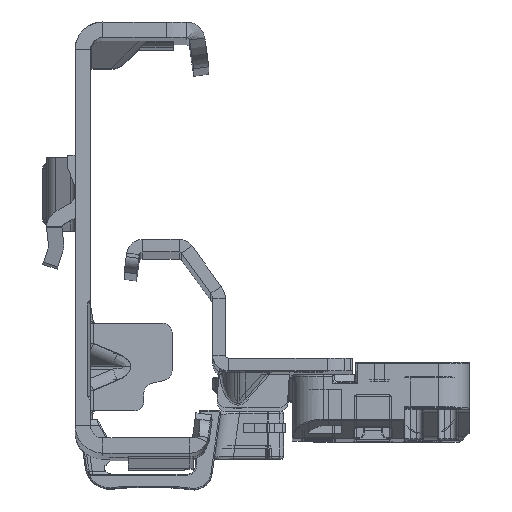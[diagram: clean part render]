
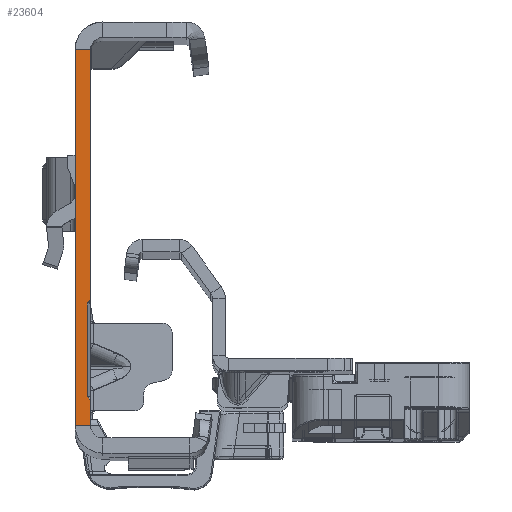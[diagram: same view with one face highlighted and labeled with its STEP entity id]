
A CAD part, top view. The second image highlights one B-rep face of the part: STEP entity #23604.
In plain terms, the highlighted planar face has unit normal (0, 0, 1).
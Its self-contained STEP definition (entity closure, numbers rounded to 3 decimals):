
#390 = LINE ( 'NONE', #118700, #23860 ) ;
#1800 = CARTESIAN_POINT ( 'NONE',  ( 0., -32., 0. ) ) ;
#2281 = PLANE ( 'NONE',  #67303 ) ;
#4682 = VECTOR ( 'NONE', #125666, 1000. ) ;
#6505 = LINE ( 'NONE', #74779, #51545 ) ;
#7037 = ORIENTED_EDGE ( 'NONE', *, *, #59163, .F. ) ;
#10695 = VERTEX_POINT ( 'NONE', #99478 ) ;
#12116 = CARTESIAN_POINT ( 'NONE',  ( 0., -25.968, 0. ) ) ;
#12836 = EDGE_CURVE ( 'NONE', #14281, #10695, #73630, .T. ) ;
#14281 = VERTEX_POINT ( 'NONE', #97126 ) ;
#14577 = CARTESIAN_POINT ( 'NONE',  ( -2.45, -32., 0. ) ) ;
#16922 = LINE ( 'NONE', #86480, #77002 ) ;
#20375 = ORIENTED_EDGE ( 'NONE', *, *, #12836, .T. ) ;
#21390 = EDGE_CURVE ( 'NONE', #99770, #46328, #16922, .T. ) ;
#23604 = ADVANCED_FACE ( 'NONE', ( #103629 ), #2281, .T. ) ;
#23852 = VECTOR ( 'NONE', #79213, 1000. ) ;
#23860 = VECTOR ( 'NONE', #76495, 1000. ) ;
#26518 = ORIENTED_EDGE ( 'NONE', *, *, #100396, .T. ) ;
#27750 = DIRECTION ( 'NONE',  ( -0.719, 0.695, 0. ) ) ;
#27780 = ORIENTED_EDGE ( 'NONE', *, *, #119104, .T. ) ;
#30246 = ORIENTED_EDGE ( 'NONE', *, *, #65599, .F. ) ;
#31565 = ORIENTED_EDGE ( 'NONE', *, *, #37769, .F. ) ;
#33128 = DIRECTION ( 'NONE',  ( 0., -1., 0. ) ) ;
#33918 = CARTESIAN_POINT ( 'NONE',  ( 0., 30., 0. ) ) ;
#37769 = EDGE_CURVE ( 'NONE', #112325, #80943, #101917, .T. ) ;
#41863 = DIRECTION ( 'NONE',  ( 1., 0., 0. ) ) ;
#42786 = CARTESIAN_POINT ( 'NONE',  ( -0.536, -10.45, 0. ) ) ;
#46328 = VERTEX_POINT ( 'NONE', #49326 ) ;
#49326 = CARTESIAN_POINT ( 'NONE',  ( -0.536, -25.45, 0. ) ) ;
#49816 = VECTOR ( 'NONE', #74929, 1000. ) ;
#51545 = VECTOR ( 'NONE', #93662, 1000. ) ;
#59163 = EDGE_CURVE ( 'NONE', #14281, #112718, #6505, .T. ) ;
#59765 = CARTESIAN_POINT ( 'NONE',  ( -2.45, -30., 0. ) ) ;
#62162 = ORIENTED_EDGE ( 'NONE', *, *, #21390, .F. ) ;
#64999 = VERTEX_POINT ( 'NONE', #59765 ) ;
#65599 = EDGE_CURVE ( 'NONE', #80943, #64999, #78845, .T. ) ;
#67303 = AXIS2_PLACEMENT_3D ( 'NONE', #14577, #73740, #41863 ) ;
#73630 = LINE ( 'NONE', #33918, #49816 ) ;
#73740 = DIRECTION ( 'NONE',  ( 0., 0., 1. ) ) ;
#74779 = CARTESIAN_POINT ( 'NONE',  ( 0., -32., 0. ) ) ;
#74929 = DIRECTION ( 'NONE',  ( -1., 0., 0. ) ) ;
#76495 = DIRECTION ( 'NONE',  ( 0.719, 0.695, 0. ) ) ;
#77002 = VECTOR ( 'NONE', #115074, 1000. ) ;
#78845 = LINE ( 'NONE', #107432, #4682 ) ;
#79213 = DIRECTION ( 'NONE',  ( 0., -1., 0. ) ) ;
#80943 = VERTEX_POINT ( 'NONE', #119766 ) ;
#82506 = LINE ( 'NONE', #105831, #116903 ) ;
#82599 = CARTESIAN_POINT ( 'NONE',  ( -2.45, -32., 0. ) ) ;
#82787 = EDGE_CURVE ( 'NONE', #10695, #64999, #92337, .T. ) ;
#86480 = CARTESIAN_POINT ( 'NONE',  ( -0.536, -9.85, 0. ) ) ;
#92337 = LINE ( 'NONE', #82599, #104330 ) ;
#93662 = DIRECTION ( 'NONE',  ( 0., -1., 0. ) ) ;
#97126 = CARTESIAN_POINT ( 'NONE',  ( 0., 30., 0. ) ) ;
#99478 = CARTESIAN_POINT ( 'NONE',  ( -2.45, 30., 0. ) ) ;
#99770 = VERTEX_POINT ( 'NONE', #42786 ) ;
#100396 = EDGE_CURVE ( 'NONE', #112325, #46328, #82506, .T. ) ;
#101917 = LINE ( 'NONE', #1800, #23852 ) ;
#102955 = CARTESIAN_POINT ( 'NONE',  ( 0., -9.932, 0. ) ) ;
#103629 = FACE_OUTER_BOUND ( 'NONE', #104354, .T. ) ;
#104330 = VECTOR ( 'NONE', #33128, 1000. ) ;
#104354 = EDGE_LOOP ( 'NONE', ( #62162, #27780, #7037, #20375, #111005, #30246, #31565, #26518 ) ) ;
#105831 = CARTESIAN_POINT ( 'NONE',  ( 0.082, -26.047, 0. ) ) ;
#107432 = CARTESIAN_POINT ( 'NONE',  ( 0., -30., 0. ) ) ;
#111005 = ORIENTED_EDGE ( 'NONE', *, *, #82787, .T. ) ;
#112325 = VERTEX_POINT ( 'NONE', #12116 ) ;
#112718 = VERTEX_POINT ( 'NONE', #102955 ) ;
#115074 = DIRECTION ( 'NONE',  ( 0., -1., 0. ) ) ;
#116903 = VECTOR ( 'NONE', #27750, 1000. ) ;
#118700 = CARTESIAN_POINT ( 'NONE',  ( -0.259, -10.182, 0. ) ) ;
#119104 = EDGE_CURVE ( 'NONE', #99770, #112718, #390, .T. ) ;
#119766 = CARTESIAN_POINT ( 'NONE',  ( 0., -30., 0. ) ) ;
#125666 = DIRECTION ( 'NONE',  ( -1., 0., 0. ) ) ;
